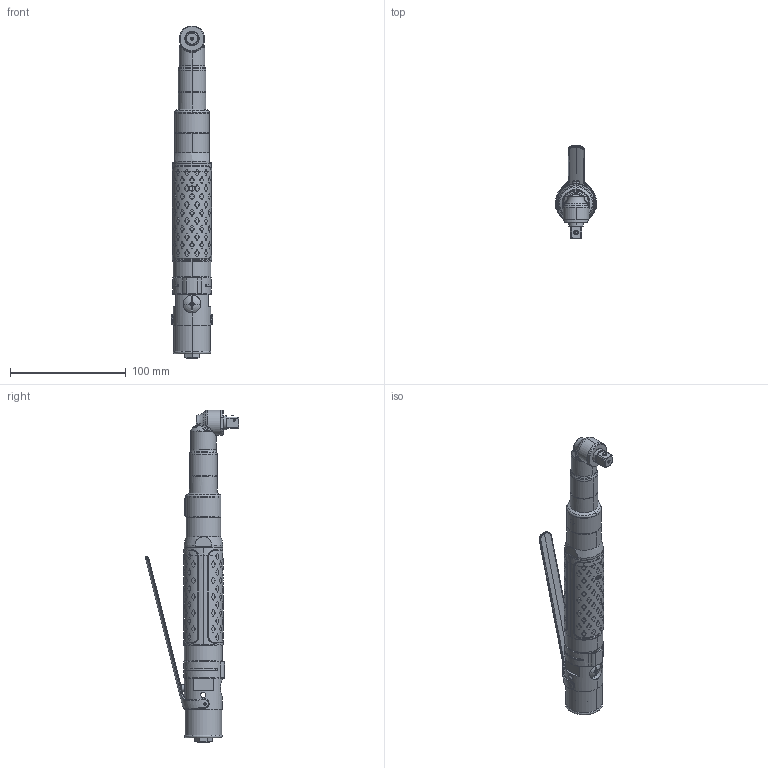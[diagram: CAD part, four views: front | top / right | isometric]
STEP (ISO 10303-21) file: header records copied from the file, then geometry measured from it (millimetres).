
FILE_DESCRIPTION((''),'2;1');
FILE_NAME('TMP164346_SW','2011-09-15T',('tooextcsr'),(''),'PRO/ENGINEER BY PARAMETRIC TECHNOLOGY CORPORATION, 2008310','PRO/ENGINEER BY PARAMETRIC TECHNOLOGY CORPORATION, 2008310','');
FILE_SCHEMA(('CONFIG_CONTROL_DESIGN', 'GEOMETRIC_VALIDATION_PROPERTIES_MIM'));
Length unit declared in the file: millimetre
Products named in the file (1): TMP164346_SW
Bounding box: 35.58 x 80.66 x 287.2 mm (x, y, z)
Surface area: 51950.3 mm2 (no closed solid volume)
Topology: 0 solids, 40 shells, 479 faces, 2766 edges, 2208 vertices
Faces by surface type: plane 170, cylinder 166, bspline 61, cone 42, torus 34, sphere 6
Entity records: 41008 total; most frequent: CARTESIAN_POINT 19311, ORIENTED_EDGE 3495, EDGE_CURVE 2764, VERTEX_POINT 2208, DIRECTION 2077, B_SPLINE_CURVE_WITH_KNOTS 1904, AXIS2_PLACEMENT_3D 799, FILL_AREA_STYLE_COLOUR 783
